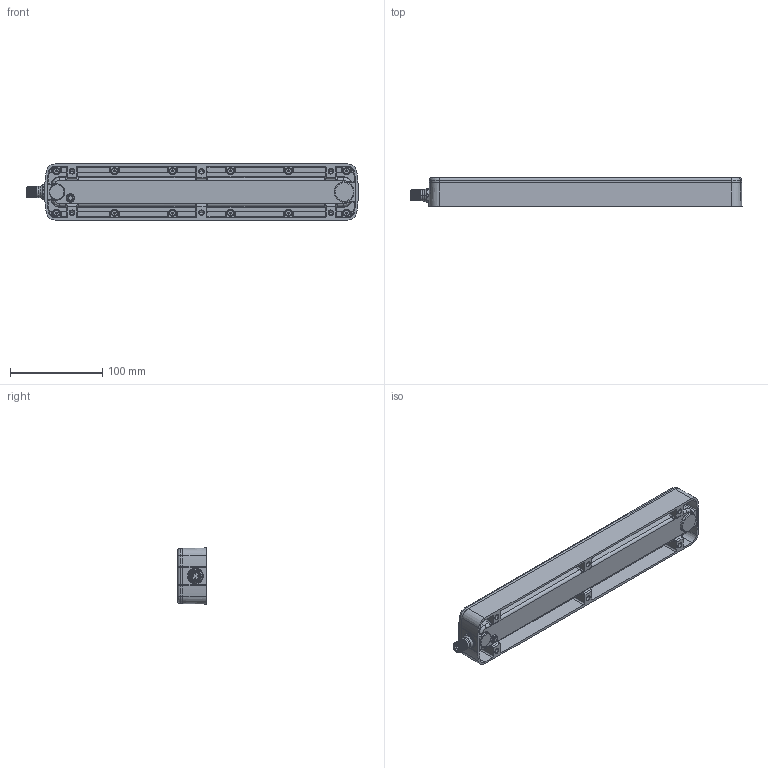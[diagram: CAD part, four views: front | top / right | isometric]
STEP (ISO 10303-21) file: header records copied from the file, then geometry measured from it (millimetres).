
FILE_DESCRIPTION((''),'2;1');
FILE_NAME('173650_ASM','2013-08-07T',('pdmadmin'),(''),'PRO/ENGINEER BY PARAMETRIC TECHNOLOGY CORPORATION, 2012300','PRO/ENGINEER BY PARAMETRIC TECHNOLOGY CORPORATION, 2012300','');
FILE_SCHEMA(('CONFIG_CONTROL_DESIGN'));
Length unit declared in the file: millimetre
Products named in the file (7): 169167; 169652; 169171; 170031; 133697; 08427; 173650_ASM
Assembly tree (17 placements, depth 2):
  173650_ASM
    169167
    169652
    169171
    170031
    133697  x12
    08427
Bounding box: 360.39 x 31.3 x 60.89 mm (x, y, z)
Volume: 261167.8 mm3; surface area: 181358.8 mm2
Topology: 17 solids, 36 shells, 2541 faces, 6329 edges, 3888 vertices
Faces by surface type: plane 841, cylinder 822, bspline 359, cone 270, torus 181, sphere 68
Entity records: 94037 total; most frequent: CARTESIAN_POINT 41230, ORIENTED_EDGE 11316, DIRECTION 10648, EDGE_CURVE 5696, AXIS2_PLACEMENT_3D 3995, VERTEX_POINT 3514, VECTOR 2658, LINE 2658
